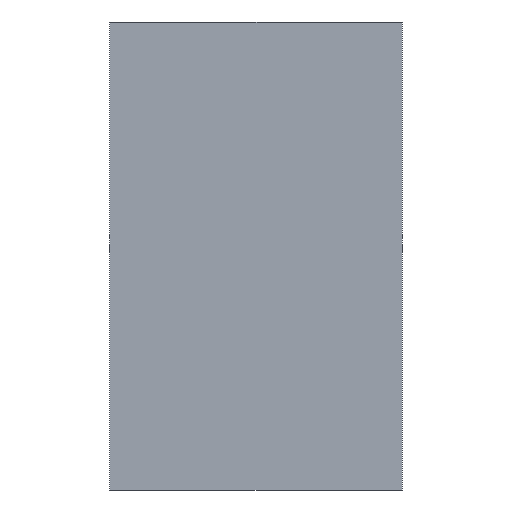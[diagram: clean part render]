
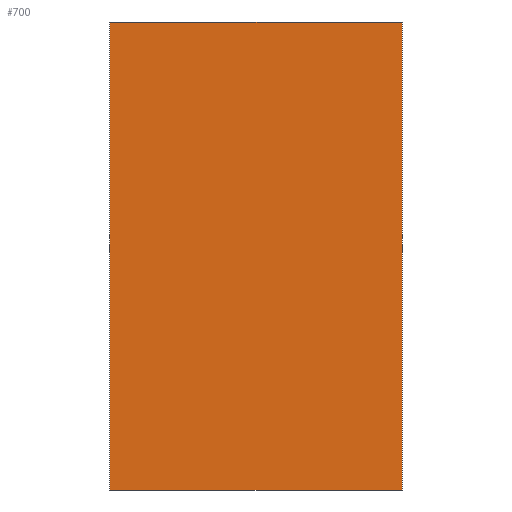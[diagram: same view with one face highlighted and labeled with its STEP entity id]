
A CAD part, front view. The second image highlights one B-rep face of the part: STEP entity #700.
In plain terms, the highlighted planar face has unit normal (0, -1, 0).
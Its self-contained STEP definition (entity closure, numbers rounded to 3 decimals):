
#698 = EDGE_CURVE ( 'NONE', #715, #726, #9945, .T. ) ;
#700 = ADVANCED_FACE ( 'NONE', ( #9941 ), #9921, .T. ) ;
#701 = EDGE_LOOP ( 'NONE', ( #702, #703, #704, #705 ) ) ;
#702 = ORIENTED_EDGE ( 'NONE', *, *, #725, .T. ) ;
#703 = ORIENTED_EDGE ( 'NONE', *, *, #708, .T. ) ;
#704 = ORIENTED_EDGE ( 'NONE', *, *, #717, .T. ) ;
#705 = ORIENTED_EDGE ( 'NONE', *, *, #698, .T. ) ;
#708 = EDGE_CURVE ( 'NONE', #723, #734, #9916, .T. ) ;
#715 = VERTEX_POINT ( 'NONE', #9966 ) ;
#717 = EDGE_CURVE ( 'NONE', #734, #715, #9965, .T. ) ;
#723 = VERTEX_POINT ( 'NONE', #9951 ) ;
#725 = EDGE_CURVE ( 'NONE', #726, #723, #9950, .T. ) ;
#726 = VERTEX_POINT ( 'NONE', #9946 ) ;
#734 = VERTEX_POINT ( 'NONE', #9995 ) ;
#9915 = CARTESIAN_POINT ( 'NONE',  ( -56.5, -42.5, -165.5 ) ) ;
#9916 = LINE ( 'NONE', #9915, #9978 ) ;
#9917 = DIRECTION ( 'NONE',  ( 1., 0., 0. ) ) ;
#9918 = DIRECTION ( 'NONE',  ( 0., -1., 0. ) ) ;
#9919 = CARTESIAN_POINT ( 'NONE',  ( -56.5, -42.5, -165.5 ) ) ;
#9920 = AXIS2_PLACEMENT_3D ( 'NONE', #9919, #9918, #9917 ) ;
#9921 = PLANE ( 'NONE',  #9920 ) ;
#9941 = FACE_OUTER_BOUND ( 'NONE', #701, .T. ) ;
#9942 = DIRECTION ( 'NONE',  ( -1., 0., 0. ) ) ;
#9943 = VECTOR ( 'NONE', #9942, 1000. ) ;
#9944 = CARTESIAN_POINT ( 'NONE',  ( -56.5, -42.5, 15.5 ) ) ;
#9945 = LINE ( 'NONE', #9944, #9943 ) ;
#9946 = CARTESIAN_POINT ( 'NONE',  ( -56.5, -42.5, 15.5 ) ) ;
#9947 = DIRECTION ( 'NONE',  ( 0., 0., -1. ) ) ;
#9948 = VECTOR ( 'NONE', #9947, 1000. ) ;
#9949 = CARTESIAN_POINT ( 'NONE',  ( -56.5, -42.5, 15.5 ) ) ;
#9950 = LINE ( 'NONE', #9949, #9948 ) ;
#9951 = CARTESIAN_POINT ( 'NONE',  ( -56.5, -42.5, -165.5 ) ) ;
#9962 = DIRECTION ( 'NONE',  ( 0., 0., 1. ) ) ;
#9963 = VECTOR ( 'NONE', #9962, 1000. ) ;
#9964 = CARTESIAN_POINT ( 'NONE',  ( 56.5, -42.5, 15.5 ) ) ;
#9965 = LINE ( 'NONE', #9964, #9963 ) ;
#9966 = CARTESIAN_POINT ( 'NONE',  ( 56.5, -42.5, 15.5 ) ) ;
#9977 = DIRECTION ( 'NONE',  ( 1., 0., 0. ) ) ;
#9978 = VECTOR ( 'NONE', #9977, 1000. ) ;
#9995 = CARTESIAN_POINT ( 'NONE',  ( 56.5, -42.5, -165.5 ) ) ;
